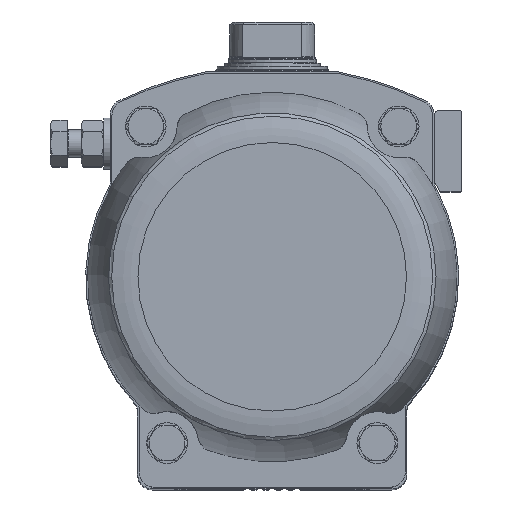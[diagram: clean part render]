
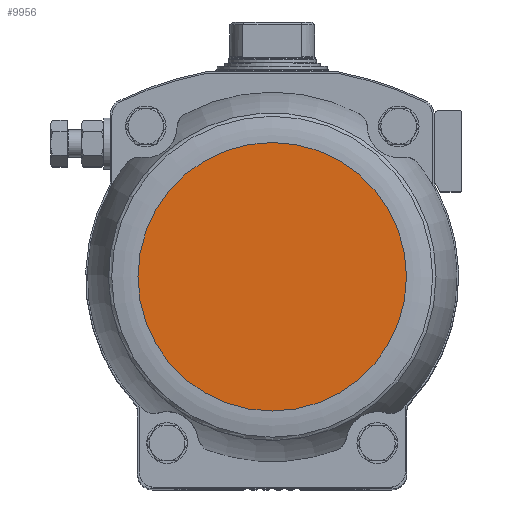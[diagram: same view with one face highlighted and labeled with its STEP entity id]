
A CAD part, top view. The second image highlights one B-rep face of the part: STEP entity #9956.
In plain terms, the highlighted planar face has unit normal (0, 0, 1).
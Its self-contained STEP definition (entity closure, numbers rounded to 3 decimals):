
#374=PLANE('',#10977);
#3360=ORIENTED_EDGE('',*,*,#5582,.T.);
#5582=EDGE_CURVE('',#6816,#6816,#7522,.T.);
#6816=VERTEX_POINT('',#16790);
#7522=CIRCLE('',#10976,79.195);
#8157=EDGE_LOOP('',(#3360));
#9019=FACE_BOUND('',#8157,.T.);
#9956=ADVANCED_FACE('',(#9019),#374,.F.);
#10976=AXIS2_PLACEMENT_3D('',#16789,#13123,#13124);
#10977=AXIS2_PLACEMENT_3D('',#16791,#13125,#13126);
#13123=DIRECTION('',(0.,0.,1.));
#13124=DIRECTION('',(1.,0.,0.));
#13125=DIRECTION('',(0.,0.,-1.));
#13126=DIRECTION('',(-1.,0.,0.));
#16789=CARTESIAN_POINT('',(0.,0.,259.65));
#16790=CARTESIAN_POINT('',(79.195,0.,259.65));
#16791=CARTESIAN_POINT('',(79.195,0.,259.65));
